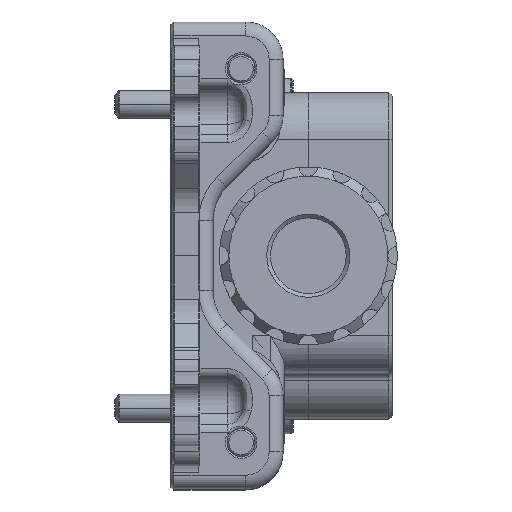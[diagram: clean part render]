
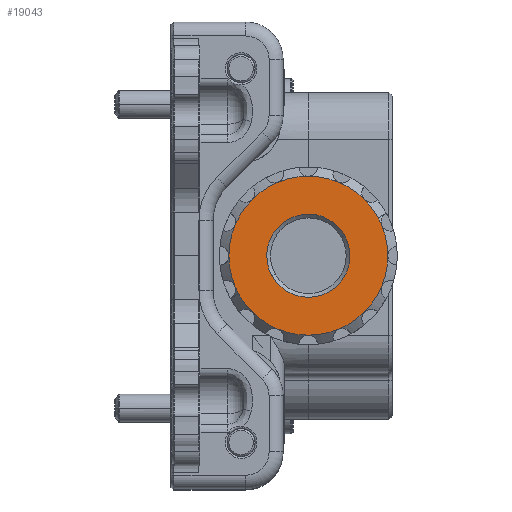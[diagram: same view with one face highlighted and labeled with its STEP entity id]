
A CAD part, top view. The second image highlights one B-rep face of the part: STEP entity #19043.
In plain terms, the highlighted face is planar.
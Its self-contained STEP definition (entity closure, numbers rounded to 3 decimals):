
#15987=AXIS2_PLACEMENT_3D('Circle Axis2P3D',#15985,#15986,$) ;
#16055=AXIS2_PLACEMENT_3D('Circle Axis2P3D',#16053,#16054,$) ;
#16121=AXIS2_PLACEMENT_3D('Circle Axis2P3D',#16119,#16120,$) ;
#16158=AXIS2_PLACEMENT_3D('Circle Axis2P3D',#16156,#16157,$) ;
#16199=AXIS2_PLACEMENT_3D('Circle Axis2P3D',#16197,#16198,$) ;
#16319=AXIS2_PLACEMENT_3D('Circle Axis2P3D',#16317,#16318,$) ;
#16356=AXIS2_PLACEMENT_3D('Circle Axis2P3D',#16354,#16355,$) ;
#16420=AXIS2_PLACEMENT_3D('Circle Axis2P3D',#16418,#16419,$) ;
#16457=AXIS2_PLACEMENT_3D('Circle Axis2P3D',#16455,#16456,$) ;
#16532=AXIS2_PLACEMENT_3D('Circle Axis2P3D',#16530,#16531,$) ;
#16566=AXIS2_PLACEMENT_3D('Circle Axis2P3D',#16564,#16565,$) ;
#16629=AXIS2_PLACEMENT_3D('Circle Axis2P3D',#16627,#16628,$) ;
#16670=AXIS2_PLACEMENT_3D('Circle Axis2P3D',#16668,#16669,$) ;
#16760=AXIS2_PLACEMENT_3D('Circle Axis2P3D',#16758,#16759,$) ;
#16823=AXIS2_PLACEMENT_3D('Circle Axis2P3D',#16821,#16822,$) ;
#16866=AXIS2_PLACEMENT_3D('Circle Axis2P3D',#16864,#16865,$) ;
#16929=AXIS2_PLACEMENT_3D('Circle Axis2P3D',#16927,#16928,$) ;
#16988=AXIS2_PLACEMENT_3D('Circle Axis2P3D',#16986,#16987,$) ;
#19003=AXIS2_PLACEMENT_3D('Plane Axis2P3D',#19000,#19001,#19002) ;
#19027=AXIS2_PLACEMENT_3D('Circle Axis2P3D',#19025,#19026,$) ;
#19036=AXIS2_PLACEMENT_3D('Circle Axis2P3D',#19034,#19035,$) ;
#15904=CARTESIAN_POINT('Vertex',(-8.5,14.,0.)) ;
#15982=CARTESIAN_POINT('Vertex',(-7.853,14.,-3.253)) ;
#15985=CARTESIAN_POINT('Axis2P3D Location',(0.,14.,0.)) ;
#15989=CARTESIAN_POINT('Vertex',(-6.01,14.,-6.01)) ;
#16053=CARTESIAN_POINT('Axis2P3D Location',(0.,14.,0.)) ;
#16084=CARTESIAN_POINT('Vertex',(-3.253,14.,-7.853)) ;
#16119=CARTESIAN_POINT('Axis2P3D Location',(0.,14.,0.)) ;
#16156=CARTESIAN_POINT('Axis2P3D Location',(0.,14.,0.)) ;
#16160=CARTESIAN_POINT('Vertex',(0.,14.,-8.5)) ;
#16197=CARTESIAN_POINT('Axis2P3D Location',(0.,14.,0.)) ;
#16201=CARTESIAN_POINT('Vertex',(3.253,14.,-7.853)) ;
#16282=CARTESIAN_POINT('Vertex',(6.01,14.,-6.01)) ;
#16317=CARTESIAN_POINT('Axis2P3D Location',(0.,14.,0.)) ;
#16354=CARTESIAN_POINT('Axis2P3D Location',(0.,14.,0.)) ;
#16358=CARTESIAN_POINT('Vertex',(7.459,14.,-4.075)) ;
#16399=CARTESIAN_POINT('Vertex',(-7.853,14.,3.253)) ;
#16415=CARTESIAN_POINT('Vertex',(-7.459,14.,4.075)) ;
#16418=CARTESIAN_POINT('Axis2P3D Location',(0.,14.,0.)) ;
#16455=CARTESIAN_POINT('Axis2P3D Location',(0.,14.,0.)) ;
#16496=CARTESIAN_POINT('Vertex',(-3.253,14.,7.853)) ;
#16527=CARTESIAN_POINT('Vertex',(0.,14.,8.5)) ;
#16530=CARTESIAN_POINT('Axis2P3D Location',(0.,14.,0.)) ;
#16564=CARTESIAN_POINT('Axis2P3D Location',(0.,14.,0.)) ;
#16568=CARTESIAN_POINT('Vertex',(-6.01,14.,6.01)) ;
#16627=CARTESIAN_POINT('Axis2P3D Location',(0.,14.,0.)) ;
#16663=CARTESIAN_POINT('Vertex',(3.253,14.,7.853)) ;
#16668=CARTESIAN_POINT('Axis2P3D Location',(0.,14.,0.)) ;
#16755=CARTESIAN_POINT('Vertex',(6.01,14.,6.01)) ;
#16758=CARTESIAN_POINT('Axis2P3D Location',(0.,14.,0.)) ;
#16818=CARTESIAN_POINT('Vertex',(7.853,14.,3.253)) ;
#16821=CARTESIAN_POINT('Axis2P3D Location',(0.,14.,0.)) ;
#16861=CARTESIAN_POINT('Vertex',(8.5,14.,0.)) ;
#16864=CARTESIAN_POINT('Axis2P3D Location',(0.,14.,0.)) ;
#16924=CARTESIAN_POINT('Vertex',(7.853,14.,-3.253)) ;
#16927=CARTESIAN_POINT('Axis2P3D Location',(0.,14.,0.)) ;
#16986=CARTESIAN_POINT('Axis2P3D Location',(0.,14.,0.)) ;
#19000=CARTESIAN_POINT('Axis2P3D Location',(4.05,14.,0.)) ;
#19025=CARTESIAN_POINT('Axis2P3D Location',(0.,14.,0.)) ;
#19029=CARTESIAN_POINT('Vertex',(3.905,14.,-2.133)) ;
#19031=CARTESIAN_POINT('Vertex',(-3.905,14.,2.133)) ;
#19034=CARTESIAN_POINT('Axis2P3D Location',(0.,14.,0.)) ;
#15986=DIRECTION('Axis2P3D Direction',(0.,1.,0.)) ;
#16054=DIRECTION('Axis2P3D Direction',(0.,1.,0.)) ;
#16120=DIRECTION('Axis2P3D Direction',(0.,1.,0.)) ;
#16157=DIRECTION('Axis2P3D Direction',(0.,1.,0.)) ;
#16198=DIRECTION('Axis2P3D Direction',(0.,1.,0.)) ;
#16318=DIRECTION('Axis2P3D Direction',(0.,1.,0.)) ;
#16355=DIRECTION('Axis2P3D Direction',(0.,1.,0.)) ;
#16419=DIRECTION('Axis2P3D Direction',(0.,1.,0.)) ;
#16456=DIRECTION('Axis2P3D Direction',(0.,1.,0.)) ;
#16531=DIRECTION('Axis2P3D Direction',(0.,1.,0.)) ;
#16565=DIRECTION('Axis2P3D Direction',(0.,1.,0.)) ;
#16628=DIRECTION('Axis2P3D Direction',(0.,1.,0.)) ;
#16669=DIRECTION('Axis2P3D Direction',(0.,1.,0.)) ;
#16759=DIRECTION('Axis2P3D Direction',(0.,1.,0.)) ;
#16822=DIRECTION('Axis2P3D Direction',(0.,1.,0.)) ;
#16865=DIRECTION('Axis2P3D Direction',(0.,1.,0.)) ;
#16928=DIRECTION('Axis2P3D Direction',(0.,1.,0.)) ;
#16987=DIRECTION('Axis2P3D Direction',(0.,1.,0.)) ;
#19001=DIRECTION('Axis2P3D Direction',(-0.,1.,0.)) ;
#19002=DIRECTION('Axis2P3D XDirection',(1.,0.,0.)) ;
#19026=DIRECTION('Axis2P3D Direction',(-0.,1.,0.)) ;
#19035=DIRECTION('Axis2P3D Direction',(-0.,1.,0.)) ;
#19006=ORIENTED_EDGE('',*,*,#16631,.T.) ;
#19007=ORIENTED_EDGE('',*,*,#16570,.T.) ;
#19008=ORIENTED_EDGE('',*,*,#16534,.T.) ;
#19009=ORIENTED_EDGE('',*,*,#16672,.T.) ;
#19010=ORIENTED_EDGE('',*,*,#16762,.T.) ;
#19011=ORIENTED_EDGE('',*,*,#16825,.T.) ;
#19012=ORIENTED_EDGE('',*,*,#16868,.T.) ;
#19013=ORIENTED_EDGE('',*,*,#16931,.T.) ;
#19014=ORIENTED_EDGE('',*,*,#16990,.T.) ;
#19015=ORIENTED_EDGE('',*,*,#16360,.T.) ;
#19016=ORIENTED_EDGE('',*,*,#16321,.T.) ;
#19017=ORIENTED_EDGE('',*,*,#16203,.T.) ;
#19018=ORIENTED_EDGE('',*,*,#16162,.T.) ;
#19019=ORIENTED_EDGE('',*,*,#16123,.T.) ;
#19020=ORIENTED_EDGE('',*,*,#15991,.T.) ;
#19021=ORIENTED_EDGE('',*,*,#16057,.T.) ;
#19022=ORIENTED_EDGE('',*,*,#16459,.T.) ;
#19023=ORIENTED_EDGE('',*,*,#16422,.T.) ;
#19040=ORIENTED_EDGE('',*,*,#19033,.F.) ;
#19041=ORIENTED_EDGE('',*,*,#19038,.F.) ;
#19042=FACE_BOUND('',#19039,.T.) ;
#19043=ADVANCED_FACE('Hauptk\X2\00F6\X0\rper',(#19024,#19042),#19004,.T.) ;
#15988=CIRCLE('generated circle',#15987,8.5) ;
#16056=CIRCLE('generated circle',#16055,8.5) ;
#16122=CIRCLE('generated circle',#16121,8.5) ;
#16159=CIRCLE('generated circle',#16158,8.5) ;
#16200=CIRCLE('generated circle',#16199,8.5) ;
#16320=CIRCLE('generated circle',#16319,8.5) ;
#16357=CIRCLE('generated circle',#16356,8.5) ;
#16421=CIRCLE('generated circle',#16420,8.5) ;
#16458=CIRCLE('generated circle',#16457,8.5) ;
#16533=CIRCLE('generated circle',#16532,8.5) ;
#16567=CIRCLE('generated circle',#16566,8.5) ;
#16630=CIRCLE('generated circle',#16629,8.5) ;
#16671=CIRCLE('generated circle',#16670,8.5) ;
#16761=CIRCLE('generated circle',#16760,8.5) ;
#16824=CIRCLE('generated circle',#16823,8.5) ;
#16867=CIRCLE('generated circle',#16866,8.5) ;
#16930=CIRCLE('generated circle',#16929,8.5) ;
#16989=CIRCLE('generated circle',#16988,8.5) ;
#19028=CIRCLE('generated circle',#19027,4.45) ;
#19037=CIRCLE('generated circle',#19036,4.45) ;
#15991=EDGE_CURVE('',#15990,#15983,#15988,.T.) ;
#16057=EDGE_CURVE('',#15983,#15905,#16056,.T.) ;
#16123=EDGE_CURVE('',#16085,#15990,#16122,.T.) ;
#16162=EDGE_CURVE('',#16161,#16085,#16159,.T.) ;
#16203=EDGE_CURVE('',#16202,#16161,#16200,.T.) ;
#16321=EDGE_CURVE('',#16283,#16202,#16320,.T.) ;
#16360=EDGE_CURVE('',#16359,#16283,#16357,.T.) ;
#16422=EDGE_CURVE('',#16400,#16416,#16421,.T.) ;
#16459=EDGE_CURVE('',#15905,#16400,#16458,.T.) ;
#16534=EDGE_CURVE('',#16497,#16528,#16533,.T.) ;
#16570=EDGE_CURVE('',#16569,#16497,#16567,.T.) ;
#16631=EDGE_CURVE('',#16416,#16569,#16630,.T.) ;
#16672=EDGE_CURVE('',#16528,#16664,#16671,.T.) ;
#16762=EDGE_CURVE('',#16664,#16756,#16761,.T.) ;
#16825=EDGE_CURVE('',#16756,#16819,#16824,.T.) ;
#16868=EDGE_CURVE('',#16819,#16862,#16867,.T.) ;
#16931=EDGE_CURVE('',#16862,#16925,#16930,.T.) ;
#16990=EDGE_CURVE('',#16925,#16359,#16989,.T.) ;
#19033=EDGE_CURVE('',#19030,#19032,#19028,.T.) ;
#19038=EDGE_CURVE('',#19032,#19030,#19037,.T.) ;
#19005=EDGE_LOOP('',(#19006,#19007,#19008,#19009,#19010,#19011,#19012,#19013,#19014,#19015,#19016,#19017,#19018,#19019,#19020,#19021,#19022,#19023)) ;
#19039=EDGE_LOOP('',(#19040,#19041)) ;
#19024=FACE_OUTER_BOUND('',#19005,.T.) ;
#19004=PLANE('Plane',#19003) ;
#15905=VERTEX_POINT('',#15904) ;
#15983=VERTEX_POINT('',#15982) ;
#15990=VERTEX_POINT('',#15989) ;
#16085=VERTEX_POINT('',#16084) ;
#16161=VERTEX_POINT('',#16160) ;
#16202=VERTEX_POINT('',#16201) ;
#16283=VERTEX_POINT('',#16282) ;
#16359=VERTEX_POINT('',#16358) ;
#16400=VERTEX_POINT('',#16399) ;
#16416=VERTEX_POINT('',#16415) ;
#16497=VERTEX_POINT('',#16496) ;
#16528=VERTEX_POINT('',#16527) ;
#16569=VERTEX_POINT('',#16568) ;
#16664=VERTEX_POINT('',#16663) ;
#16756=VERTEX_POINT('',#16755) ;
#16819=VERTEX_POINT('',#16818) ;
#16862=VERTEX_POINT('',#16861) ;
#16925=VERTEX_POINT('',#16924) ;
#19030=VERTEX_POINT('',#19029) ;
#19032=VERTEX_POINT('',#19031) ;
